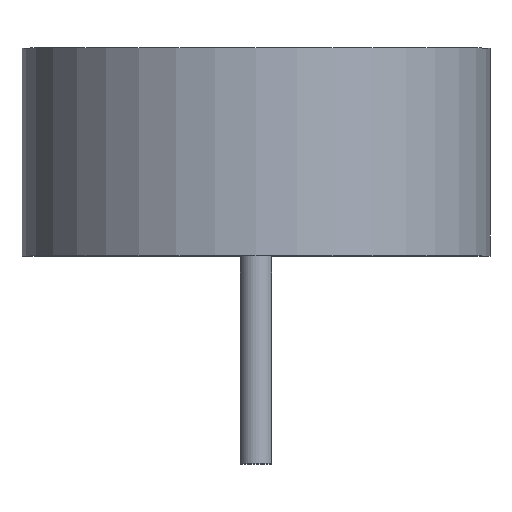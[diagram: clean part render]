
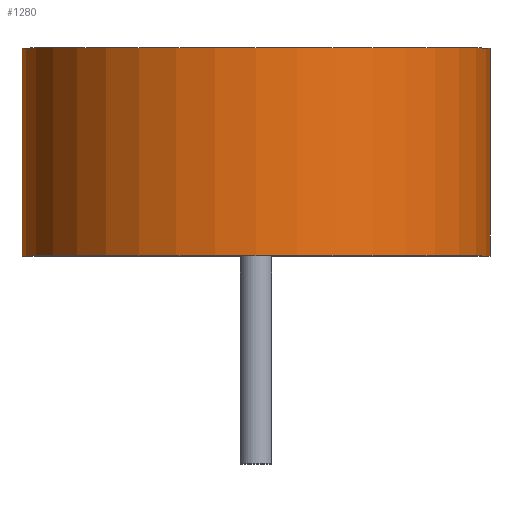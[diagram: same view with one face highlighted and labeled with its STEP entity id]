
A CAD part, top view. The second image highlights one B-rep face of the part: STEP entity #1280.
In plain terms, the highlighted cylindrical face has radius 4.5 mm (diameter 9 mm), a full revolution.
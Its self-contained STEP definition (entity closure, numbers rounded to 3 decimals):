
#93=CIRCLE('',#1381,4.5);
#98=CIRCLE('',#1390,4.5);
#130=CYLINDRICAL_SURFACE('',#1389,4.5);
#162=FACE_OUTER_BOUND('',#241,.T.);
#241=EDGE_LOOP('',(#872,#873,#874,#875));
#346=LINE('',#1865,#441);
#441=VECTOR('',#1563,4.5);
#524=VERTEX_POINT('',#1848);
#529=VERTEX_POINT('',#1864);
#656=EDGE_CURVE('',#524,#524,#93,.T.);
#663=EDGE_CURVE('',#524,#529,#346,.T.);
#664=EDGE_CURVE('',#529,#529,#98,.T.);
#872=ORIENTED_EDGE('',*,*,#656,.T.);
#873=ORIENTED_EDGE('',*,*,#663,.T.);
#874=ORIENTED_EDGE('',*,*,#664,.F.);
#875=ORIENTED_EDGE('',*,*,#663,.F.);
#1280=ADVANCED_FACE('',(#162),#130,.T.);
#1381=AXIS2_PLACEMENT_3D('',#1849,#1543,#1544);
#1389=AXIS2_PLACEMENT_3D('',#1863,#1561,#1562);
#1390=AXIS2_PLACEMENT_3D('',#1866,#1564,#1565);
#1543=DIRECTION('center_axis',(0.,-1.,0.));
#1544=DIRECTION('ref_axis',(-1.,0.,0.));
#1561=DIRECTION('center_axis',(0.,1.,0.));
#1562=DIRECTION('ref_axis',(-1.,0.,0.));
#1563=DIRECTION('',(0.,-1.,0.));
#1564=DIRECTION('center_axis',(0.,-1.,0.));
#1565=DIRECTION('ref_axis',(-1.,0.,0.));
#1848=CARTESIAN_POINT('',(4.512,1.946,-0.001));
#1849=CARTESIAN_POINT('Origin',(0.012,1.946,-0.001));
#1863=CARTESIAN_POINT('Origin',(0.012,-2.054,-0.001));
#1864=CARTESIAN_POINT('',(4.512,-2.054,-0.001));
#1865=CARTESIAN_POINT('',(4.512,-2.054,-0.001));
#1866=CARTESIAN_POINT('Origin',(0.012,-2.054,-0.001));
